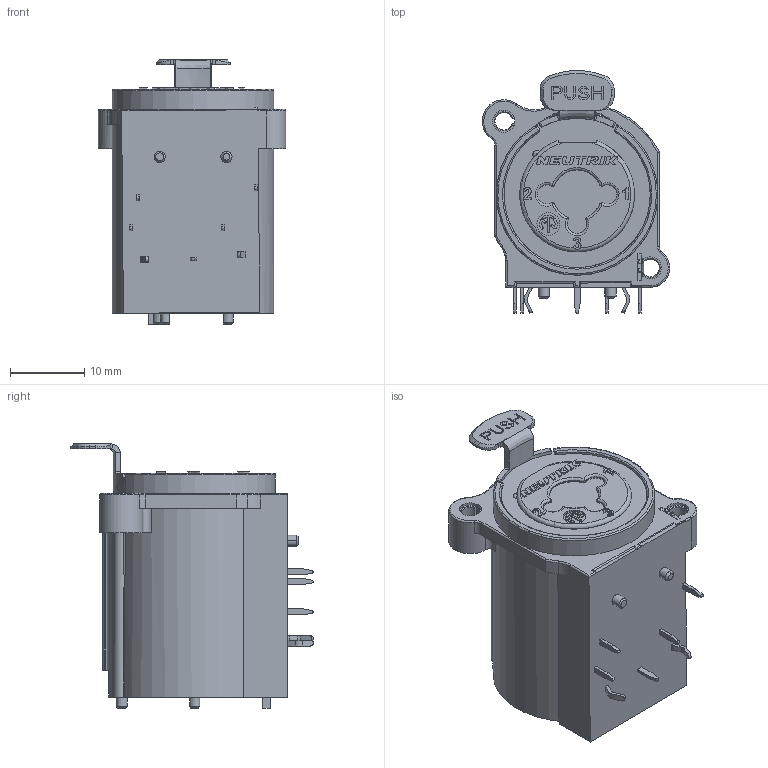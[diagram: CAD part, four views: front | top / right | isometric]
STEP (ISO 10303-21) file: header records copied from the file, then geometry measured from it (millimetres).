
FILE_DESCRIPTION((''),'2;1');
FILE_NAME('NCJ10FE-H-ASM_ASM_10__SW0004','2024-06-14T15:02:29',('zhj'),(''),'CREO PARAMETRIC BY PTC INC, 2021184','CREO PARAMETRIC BY PTC INC, 2021184','');
FILE_SCHEMA(('AUTOMOTIVE_DESIGN { 1 0 10303 214 1 1 1 1 }'));
Length unit declared in the file: millimetre
Products named in the file (1): NCJ10FE-H-ASM_ASM_10__SW0004
Bounding box: 25.3 x 32.72 x 35.69 mm (x, y, z)
Volume: 13290.4 mm3; surface area: 4456.6 mm2
Topology: 1 solids, 1 shells, 646 faces, 1936 edges, 1313 vertices
Faces by surface type: plane 373, cylinder 136, cone 52, extrusion 47, bspline 17, torus 16, sphere 5
Entity records: 28783 total; most frequent: CARTESIAN_POINT 6901, ORIENTED_EDGE 3854, DIRECTION 3193, EDGE_CURVE 1927, VERTEX_POINT 1313, VECTOR 1155, LINE 1108, AXIS2_PLACEMENT_3D 1019
